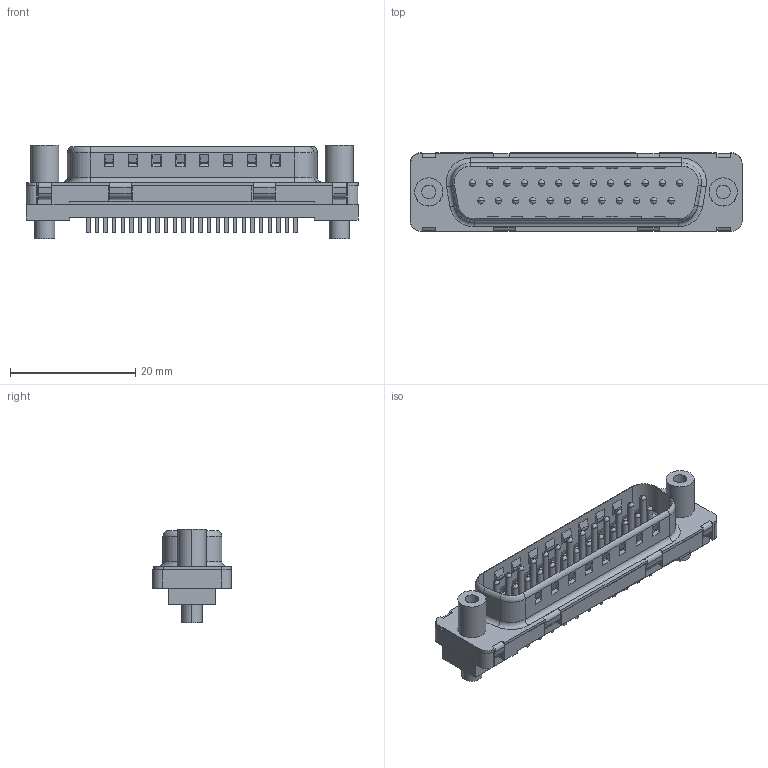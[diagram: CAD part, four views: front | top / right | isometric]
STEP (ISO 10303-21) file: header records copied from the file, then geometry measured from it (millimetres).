
FILE_DESCRIPTION((''),'2;1');
FILE_NAME('FCI_D15S24A4GV00LF.stp','2014-01-29T14:55:22',(''),(''),'Mechanical Desktop 2011','Mechanical Desktop 2011',', , ');
FILE_SCHEMA(('AUTOMOTIVE_DESIGN { 1 2 10303 214 1 1 1 1 }'));
Length unit declared in the file: millimetre
Products named in the file (1): Product
Bounding box: 53.04 x 12.55 x 15 mm (x, y, z)
Volume: 3428.7 mm3; surface area: 5667.1 mm2
Topology: 57 solids, 57 shells, 711 faces, 1666 edges, 1053 vertices
Faces by surface type: plane 345, cylinder 154, bspline 150, sphere 50, torus 12
Entity records: 19795 total; most frequent: CARTESIAN_POINT 3831, ORIENTED_EDGE 3232, DIRECTION 3122, EDGE_CURVE 1616, VECTOR 1234, LINE 1234, VERTEX_POINT 1053, AXIS2_PLACEMENT_3D 944
